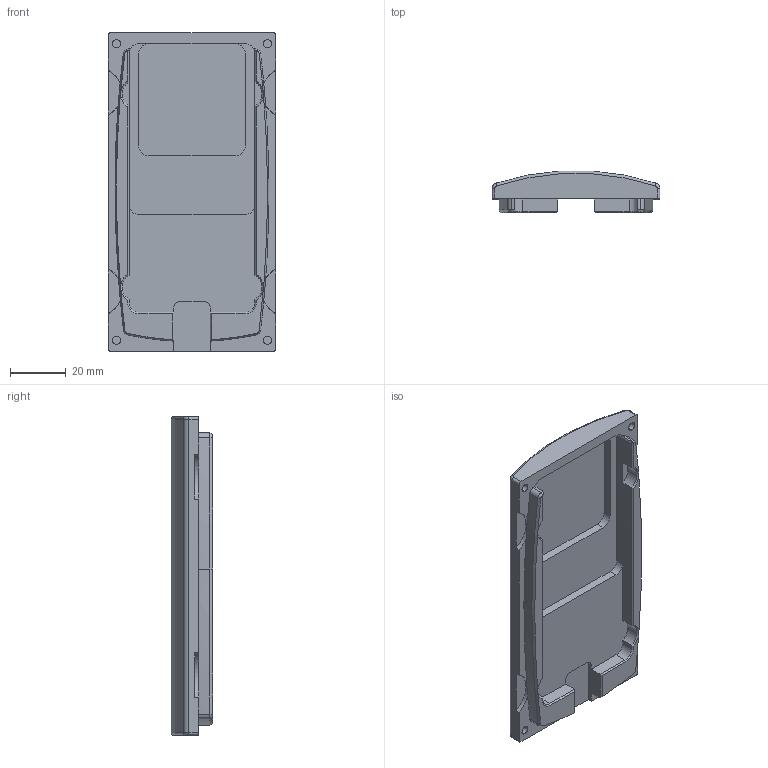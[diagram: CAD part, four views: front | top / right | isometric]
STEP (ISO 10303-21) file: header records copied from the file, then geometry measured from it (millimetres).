
FILE_DESCRIPTION (( 'STEP AP214' ), '1' );
FILE_NAME ('Curved_cover_reworked.STEP', '2021-04-26T12:23:29', ( '' ), ( '' ), 'SwSTEP 2.0', 'SolidWorks 2020', '' );
FILE_SCHEMA (( 'AUTOMOTIVE_DESIGN' ));
Length unit declared in the file: millimetre
Products named in the file (2): Curved_cover_reworked.step; Curved_cover_reworked
Assembly tree (1 placements, depth 2):
  Curved_cover_reworked
    Curved_cover_reworked.step
Bounding box: 60 x 14.82 x 114 mm (x, y, z)
Volume: 48639.8 mm3; surface area: 19390.5 mm2
Topology: 1 solids, 1 shells, 126 faces, 319 edges, 199 vertices
Faces by surface type: plane 55, cylinder 46, cone 19, torus 6
Entity records: 3880 total; most frequent: DIRECTION 704, CARTESIAN_POINT 702, ORIENTED_EDGE 638, EDGE_CURVE 319, AXIS2_PLACEMENT_3D 273, VERTEX_POINT 199, LINE 158, VECTOR 158
